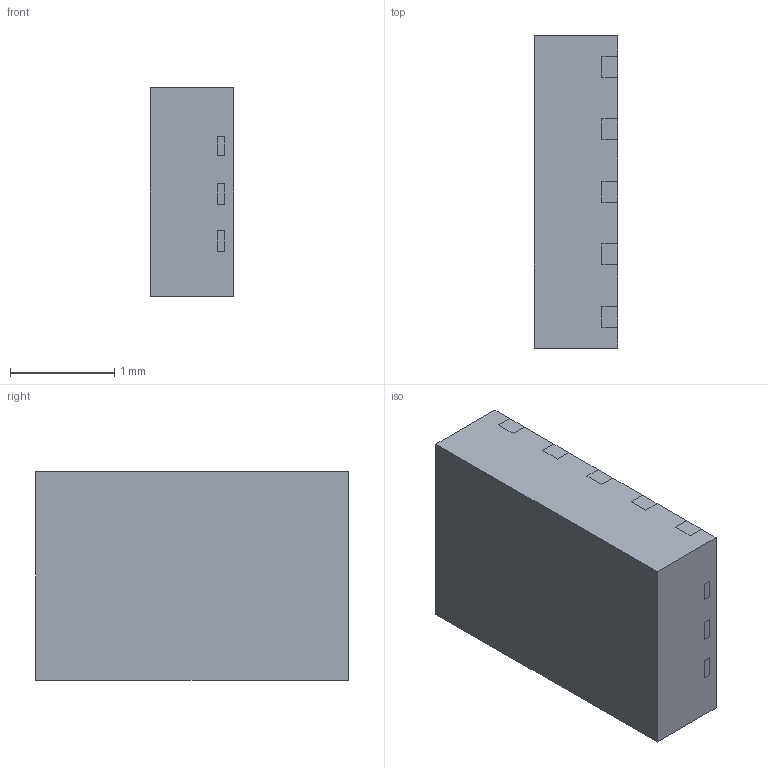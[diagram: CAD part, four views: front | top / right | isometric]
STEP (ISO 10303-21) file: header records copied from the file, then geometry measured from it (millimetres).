
FILE_DESCRIPTION(/* description */ ('Unknown'),/* implementation_level */ '2;1');
FILE_NAME(/* name */ 'DFN3020B-10 STP',/* time_stamp */ '2020-09-30T15:22:30+08:00',/* author */ ('Unknown'),/* organization */ ('Unknown'),/* preprocessor_version */ 'ST-DEVELOPER v16.7',/* originating_system */ 'DEX',/* authorisation */ $);
FILE_SCHEMA (('AUTOMOTIVE_DESIGN {1 0 10303 214 3 1 1}'));
Length unit declared in the file: millimetre
Products named in the file (3): DFN3020B-10; EMC; LDF
Assembly tree (2 placements, depth 2):
  DFN3020B-10
    EMC
    LDF
Bounding box: 0.8 x 3 x 2 mm (x, y, z)
Volume: 4.8 mm3; surface area: 38.3 mm2
Topology: 11 solids, 11 shells, 457 faces, 1286 edges, 848 vertices
Faces by surface type: plane 321, cylinder 136
Entity records: 16429 total; most frequent: CARTESIAN_POINT 2594, ORIENTED_EDGE 2572, DIRECTION 2486, EDGE_CURVE 1286, LINE 1006, VECTOR 1006, VERTEX_POINT 848, AXIS2_PLACEMENT_3D 740
